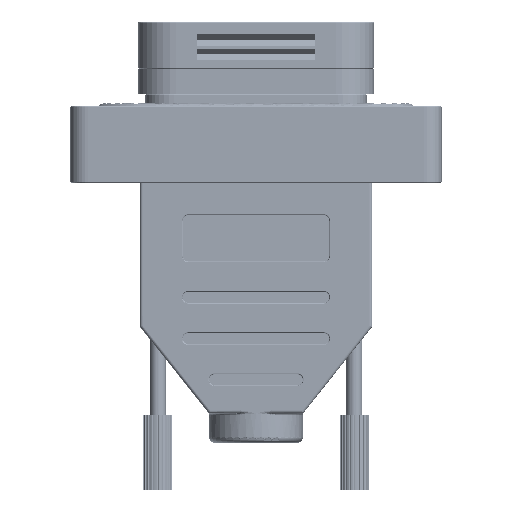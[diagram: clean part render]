
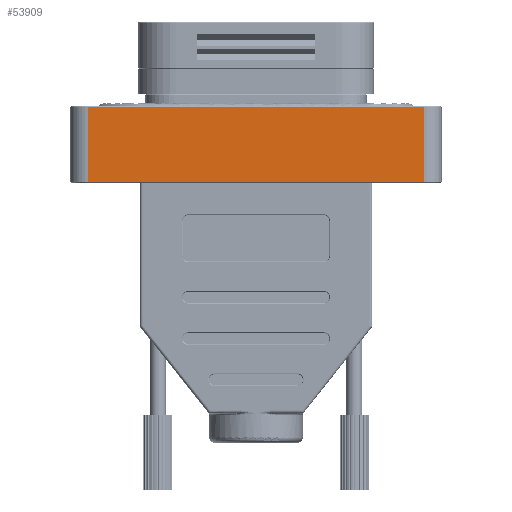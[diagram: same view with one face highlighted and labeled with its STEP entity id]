
A CAD part, front view. The second image highlights one B-rep face of the part: STEP entity #53909.
In plain terms, the highlighted planar face has unit normal (0, -1, 0).
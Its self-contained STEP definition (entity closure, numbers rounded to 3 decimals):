
#881 = DIRECTION ( 'NONE',  ( 1., 0., 0. ) ) ;
#3037 = CARTESIAN_POINT ( 'NONE',  ( 28.5, -17., 0.8 ) ) ;
#5261 = FACE_OUTER_BOUND ( 'NONE', #61417, .T. ) ;
#5936 = LINE ( 'NONE', #17285, #46843 ) ;
#7946 = ORIENTED_EDGE ( 'NONE', *, *, #60321, .T. ) ;
#8331 = EDGE_CURVE ( 'NONE', #45733, #16763, #66103, .T. ) ;
#12692 = EDGE_CURVE ( 'NONE', #16763, #13583, #45068, .T. ) ;
#13583 = VERTEX_POINT ( 'NONE', #19040 ) ;
#14524 = DIRECTION ( 'NONE',  ( 0., 0., -1. ) ) ;
#15634 = CARTESIAN_POINT ( 'NONE',  ( 0., -17., 1. ) ) ;
#15738 = CARTESIAN_POINT ( 'NONE',  ( 28.5, -17., 1. ) ) ;
#16763 = VERTEX_POINT ( 'NONE', #3037 ) ;
#17285 = CARTESIAN_POINT ( 'NONE',  ( 0., -17., -11.8 ) ) ;
#19040 = CARTESIAN_POINT ( 'NONE',  ( -28.5, -17., 0.8 ) ) ;
#19632 = AXIS2_PLACEMENT_3D ( 'NONE', #15634, #51234, #40846 ) ;
#20899 = ORIENTED_EDGE ( 'NONE', *, *, #12692, .T. ) ;
#24539 = DIRECTION ( 'NONE',  ( -1., 0., 0. ) ) ;
#25312 = ORIENTED_EDGE ( 'NONE', *, *, #8331, .T. ) ;
#32368 = VECTOR ( 'NONE', #24539, 1000. ) ;
#35044 = VECTOR ( 'NONE', #65780, 1000. ) ;
#39578 = VECTOR ( 'NONE', #14524, 1000. ) ;
#40846 = DIRECTION ( 'NONE',  ( 1., 0., 0. ) ) ;
#41559 = EDGE_CURVE ( 'NONE', #13583, #56051, #61179, .T. ) ;
#45068 = LINE ( 'NONE', #51083, #32368 ) ;
#45733 = VERTEX_POINT ( 'NONE', #60589 ) ;
#46843 = VECTOR ( 'NONE', #881, 1000. ) ;
#50133 = CARTESIAN_POINT ( 'NONE',  ( -28.5, -17., 1. ) ) ;
#50766 = ORIENTED_EDGE ( 'NONE', *, *, #41559, .T. ) ;
#51083 = CARTESIAN_POINT ( 'NONE',  ( 0., -17., 0.8 ) ) ;
#51234 = DIRECTION ( 'NONE',  ( 0., -1., 0. ) ) ;
#53909 = ADVANCED_FACE ( 'NONE', ( #5261 ), #56933, .T. ) ;
#56051 = VERTEX_POINT ( 'NONE', #65194 ) ;
#56933 = PLANE ( 'NONE',  #19632 ) ;
#60321 = EDGE_CURVE ( 'NONE', #56051, #45733, #5936, .T. ) ;
#60589 = CARTESIAN_POINT ( 'NONE',  ( 28.5, -17., -11.8 ) ) ;
#61179 = LINE ( 'NONE', #50133, #39578 ) ;
#61417 = EDGE_LOOP ( 'NONE', ( #50766, #7946, #25312, #20899 ) ) ;
#65194 = CARTESIAN_POINT ( 'NONE',  ( -28.5, -17., -11.8 ) ) ;
#65780 = DIRECTION ( 'NONE',  ( 0., 0., 1. ) ) ;
#66103 = LINE ( 'NONE', #15738, #35044 ) ;
